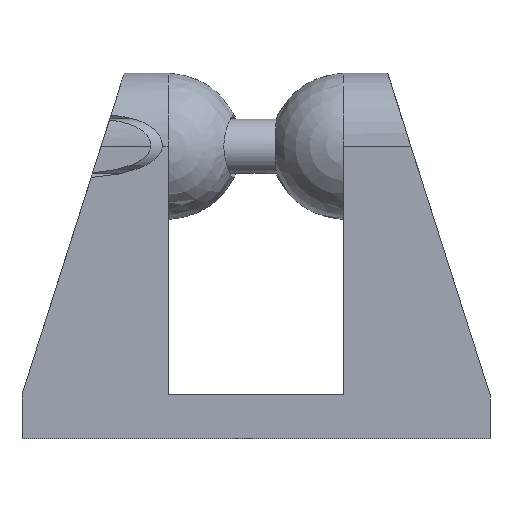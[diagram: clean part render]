
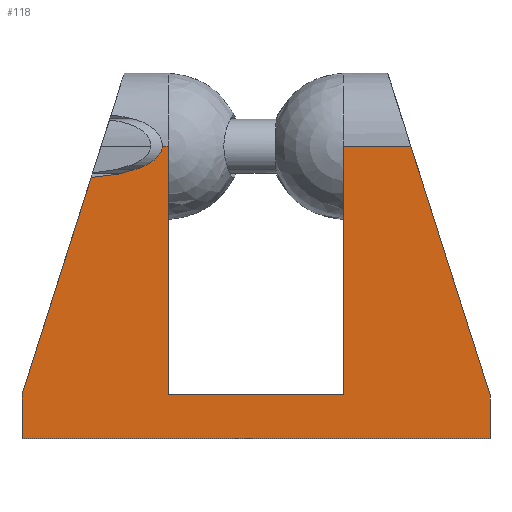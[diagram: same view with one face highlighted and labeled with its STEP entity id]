
A CAD part, left-side view. The second image highlights one B-rep face of the part: STEP entity #118.
In plain terms, the highlighted planar face has unit normal (-1, 0, 0).
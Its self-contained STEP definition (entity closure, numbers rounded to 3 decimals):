
#118=ADVANCED_FACE('',(#317),#319,.F.);
#317=FACE_BOUND('',#318,.T.);
#318=EDGE_LOOP('',(#469,#470,#471,#472,#473,#474,#475,#476,#477,#478,#479));
#319=PLANE('',#320);
#320=AXIS2_PLACEMENT_3D('',#321,#322,#323);
#321=CARTESIAN_POINT('',(-10.,-24.,0.));
#322=DIRECTION('',(1.,0.,0.));
#323=DIRECTION('',(0.,0.,1.));
#469=ORIENTED_EDGE('',*,*,#575,.T.);
#470=ORIENTED_EDGE('',*,*,#569,.F.);
#471=ORIENTED_EDGE('',*,*,#576,.F.);
#472=ORIENTED_EDGE('',*,*,#577,.T.);
#473=ORIENTED_EDGE('',*,*,#578,.T.);
#474=ORIENTED_EDGE('',*,*,#571,.T.);
#475=ORIENTED_EDGE('',*,*,#560,.F.);
#476=ORIENTED_EDGE('',*,*,#579,.F.);
#477=ORIENTED_EDGE('',*,*,#580,.T.);
#478=ORIENTED_EDGE('',*,*,#581,.T.);
#479=ORIENTED_EDGE('',*,*,#563,.T.);
#560=EDGE_CURVE('',#607,#623,#624,.T.);
#563=EDGE_CURVE('',#614,#627,#629,.T.);
#569=EDGE_CURVE('',#637,#633,#639,.T.);
#571=EDGE_CURVE('',#642,#623,#643,.T.);
#575=EDGE_CURVE('',#627,#633,#649,.F.);
#576=EDGE_CURVE('',#650,#637,#651,.T.);
#577=EDGE_CURVE('',#650,#652,#653,.T.);
#578=EDGE_CURVE('',#652,#642,#654,.T.);
#579=EDGE_CURVE('',#655,#607,#656,.T.);
#580=EDGE_CURVE('',#655,#657,#658,.T.);
#581=EDGE_CURVE('',#657,#614,#659,.T.);
#607=VERTEX_POINT('',#699);
#614=VERTEX_POINT('',#781);
#623=VERTEX_POINT('',#919);
#624=LINE('',#920,#921);
#627=VERTEX_POINT('',#928);
#629=LINE('',#1000,#1001);
#633=VERTEX_POINT('',#1011);
#637=VERTEX_POINT('',#1023);
#639=LINE('',#1027,#1028);
#642=VERTEX_POINT('',#1035);
#643=LINE('',#1036,#1037);
#649=(BOUNDED_CURVE()B_SPLINE_CURVE(3,
(#1051,#1052,#1053,#1054),
.UNSPECIFIED.,.F.,.F.)B_SPLINE_CURVE_WITH_KNOTS((4,4),
(0.,1.),
.UNSPECIFIED.)CURVE()GEOMETRIC_REPRESENTATION_ITEM()RATIONAL_B_SPLINE_CURVE((1.,
0.835,0.835,1.))REPRESENTATION_ITEM(''));
#650=VERTEX_POINT('',#1055);
#651=LINE('',#1056,#1057);
#652=VERTEX_POINT('',#1059);
#653=LINE('',#1060,#1061);
#654=LINE('',#1063,#1064);
#655=VERTEX_POINT('',#1066);
#656=LINE('',#1067,#1068);
#657=VERTEX_POINT('',#1070);
#658=LINE('',#1071,#1072);
#659=LINE('',#1074,#1075);
#699=CARTESIAN_POINT('',(-10.,-24.,40.));
#781=CARTESIAN_POINT('',(-10.,0.,40.));
#919=CARTESIAN_POINT('',(-10.,-33.182,40.));
#920=CARTESIAN_POINT('',(-10.,-24.,40.));
#921=VECTOR('',#922,1.);
#922=DIRECTION('',(0.,-1.,0.));
#928=CARTESIAN_POINT('',(-10.,0.82,40.));
#1000=CARTESIAN_POINT('',(-10.,0.,40.));
#1001=VECTOR('',#1002,1.);
#1002=DIRECTION('',(0.,1.,0.));
#1011=CARTESIAN_POINT('',(-10.,10.538,35.737));
#1023=CARTESIAN_POINT('',(-10.,20.,6.));
#1027=CARTESIAN_POINT('',(-10.,20.,6.));
#1028=VECTOR('',#1029,1.);
#1029=DIRECTION('',(0.,-0.303,0.953));
#1035=CARTESIAN_POINT('',(-10.,-44.,6.));
#1036=CARTESIAN_POINT('',(-10.,-44.,6.));
#1037=VECTOR('',#1038,1.);
#1038=DIRECTION('',(0.,0.303,0.953));
#1051=CARTESIAN_POINT('',(-10.,10.538,35.737));
#1052=CARTESIAN_POINT('',(-10.,4.701,36.033));
#1053=CARTESIAN_POINT('',(-10.,0.82,37.736));
#1054=CARTESIAN_POINT('',(-10.,0.82,40.));
#1055=CARTESIAN_POINT('',(-10.,20.,0.));
#1056=CARTESIAN_POINT('',(-10.,20.,0.));
#1057=VECTOR('',#1058,1.);
#1058=DIRECTION('',(0.,0.,1.));
#1059=CARTESIAN_POINT('',(-10.,-44.,0.));
#1060=CARTESIAN_POINT('',(-10.,20.,0.));
#1061=VECTOR('',#1062,1.);
#1062=DIRECTION('',(0.,-1.,0.));
#1063=CARTESIAN_POINT('',(-10.,-44.,0.));
#1064=VECTOR('',#1065,1.);
#1065=DIRECTION('',(0.,0.,1.));
#1066=CARTESIAN_POINT('',(-10.,-24.,6.));
#1067=CARTESIAN_POINT('',(-10.,-24.,6.));
#1068=VECTOR('',#1069,1.);
#1069=DIRECTION('',(0.,0.,1.));
#1070=CARTESIAN_POINT('',(-10.,0.,6.));
#1071=CARTESIAN_POINT('',(-10.,-24.,6.));
#1072=VECTOR('',#1073,1.);
#1073=DIRECTION('',(0.,1.,0.));
#1074=CARTESIAN_POINT('',(-10.,0.,6.));
#1075=VECTOR('',#1076,1.);
#1076=DIRECTION('',(0.,0.,1.));
